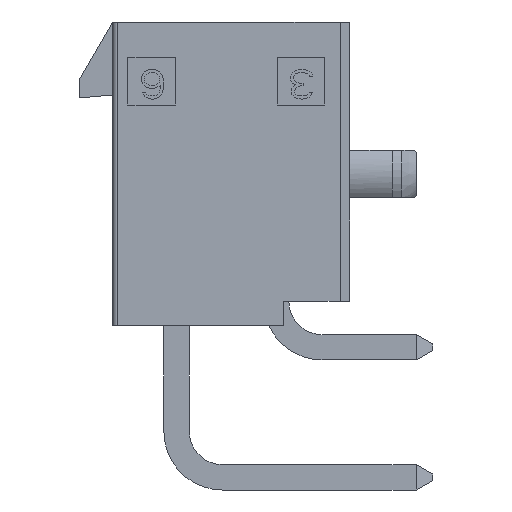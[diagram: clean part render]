
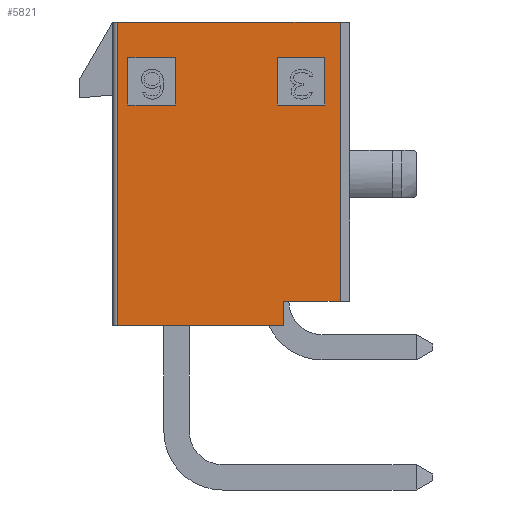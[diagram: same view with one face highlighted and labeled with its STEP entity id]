
A CAD part, left-side view. The second image highlights one B-rep face of the part: STEP entity #5821.
In plain terms, the highlighted planar face has unit normal (-1, 0, 0).
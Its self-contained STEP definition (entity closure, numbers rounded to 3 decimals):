
#72=DIRECTION('',(0.,-1.,0.));
#73=VECTOR('',#72,2.);
#74=CARTESIAN_POINT('',(-6.9,4.15,-3.5));
#75=LINE('',#74,#73);
#76=DIRECTION('',(0.,0.,1.));
#77=VECTOR('',#76,2.);
#78=CARTESIAN_POINT('',(-6.9,2.15,-3.5));
#79=LINE('',#78,#77);
#80=DIRECTION('',(0.,1.,0.));
#81=VECTOR('',#80,2.);
#82=CARTESIAN_POINT('',(-6.9,2.15,-1.5));
#83=LINE('',#82,#81);
#84=DIRECTION('',(0.,0.,-1.));
#85=VECTOR('',#84,2.);
#86=CARTESIAN_POINT('',(-6.9,4.15,-1.5));
#87=LINE('',#86,#85);
#88=DIRECTION('',(0.,-1.,0.));
#89=VECTOR('',#88,2.);
#90=CARTESIAN_POINT('',(-6.9,-2.15,-3.5));
#91=LINE('',#90,#89);
#92=DIRECTION('',(0.,0.,1.));
#93=VECTOR('',#92,2.);
#94=CARTESIAN_POINT('',(-6.9,-4.15,-3.5));
#95=LINE('',#94,#93);
#96=DIRECTION('',(0.,1.,0.));
#97=VECTOR('',#96,2.);
#98=CARTESIAN_POINT('',(-6.9,-4.15,-1.5));
#99=LINE('',#98,#97);
#100=DIRECTION('',(0.,0.,-1.));
#101=VECTOR('',#100,2.);
#102=CARTESIAN_POINT('',(-6.9,-2.15,-1.5));
#103=LINE('',#102,#101);
#572=DIRECTION('',(0.,0.,-1.));
#573=VECTOR('',#572,12.8);
#574=CARTESIAN_POINT('',(-6.9,4.6,0.));
#575=LINE('',#574,#573);
#576=DIRECTION('',(0.,-1.,0.));
#577=VECTOR('',#576,9.4);
#578=CARTESIAN_POINT('',(-6.9,4.6,0.));
#579=LINE('',#578,#577);
#580=DIRECTION('',(0.,0.,-1.));
#581=VECTOR('',#580,11.78);
#582=CARTESIAN_POINT('',(-6.9,-4.8,0.));
#583=LINE('',#582,#581);
#584=DIRECTION('',(0.,1.,0.));
#585=VECTOR('',#584,2.4);
#586=CARTESIAN_POINT('',(-6.9,-4.8,-11.78));
#587=LINE('',#586,#585);
#588=DIRECTION('',(0.,0.,-1.));
#589=VECTOR('',#588,1.02);
#590=CARTESIAN_POINT('',(-6.9,-2.4,-11.78));
#591=LINE('',#590,#589);
#592=DIRECTION('',(0.,1.,0.));
#593=VECTOR('',#592,7.);
#594=CARTESIAN_POINT('',(-6.9,-2.4,-12.8));
#595=LINE('',#594,#593);
#4282=CARTESIAN_POINT('',(-6.9,-4.8,0.));
#4283=CARTESIAN_POINT('',(-6.9,-4.8,-11.78));
#4284=VERTEX_POINT('',#4282);
#4285=VERTEX_POINT('',#4283);
#4286=CARTESIAN_POINT('',(-6.9,-2.4,-11.78));
#4287=VERTEX_POINT('',#4286);
#4288=CARTESIAN_POINT('',(-6.9,-2.4,-12.8));
#4289=VERTEX_POINT('',#4288);
#4512=CARTESIAN_POINT('',(-6.9,4.6,-12.8));
#4513=VERTEX_POINT('',#4512);
#4516=CARTESIAN_POINT('',(-6.9,4.6,0.));
#4517=VERTEX_POINT('',#4516);
#4896=CARTESIAN_POINT('',(-6.9,4.15,-3.5));
#4897=CARTESIAN_POINT('',(-6.9,2.15,-3.5));
#4898=VERTEX_POINT('',#4896);
#4899=VERTEX_POINT('',#4897);
#4900=CARTESIAN_POINT('',(-6.9,2.15,-1.5));
#4901=VERTEX_POINT('',#4900);
#4902=CARTESIAN_POINT('',(-6.9,4.15,-1.5));
#4903=VERTEX_POINT('',#4902);
#4904=CARTESIAN_POINT('',(-6.9,-2.15,-3.5));
#4905=CARTESIAN_POINT('',(-6.9,-4.15,-3.5));
#4906=VERTEX_POINT('',#4904);
#4907=VERTEX_POINT('',#4905);
#4908=CARTESIAN_POINT('',(-6.9,-4.15,-1.5));
#4909=VERTEX_POINT('',#4908);
#4910=CARTESIAN_POINT('',(-6.9,-2.15,-1.5));
#4911=VERTEX_POINT('',#4910);
#5782=CARTESIAN_POINT('',(-6.9,0.,0.));
#5783=DIRECTION('',(1.,0.,0.));
#5784=DIRECTION('',(0.,0.,-1.));
#5785=AXIS2_PLACEMENT_3D('',#5782,#5783,#5784);
#5786=PLANE('',#5785);
#5788=ORIENTED_EDGE('',*,*,#5787,.F.);
#5790=ORIENTED_EDGE('',*,*,#5789,.T.);
#5792=ORIENTED_EDGE('',*,*,#5791,.T.);
#5794=ORIENTED_EDGE('',*,*,#5793,.T.);
#5796=ORIENTED_EDGE('',*,*,#5795,.T.);
#5798=ORIENTED_EDGE('',*,*,#5797,.T.);
#5799=EDGE_LOOP('',(#5788,#5790,#5792,#5794,#5796,#5798));
#5800=FACE_OUTER_BOUND('',#5799,.F.);
#5802=ORIENTED_EDGE('',*,*,#5801,.T.);
#5804=ORIENTED_EDGE('',*,*,#5803,.T.);
#5806=ORIENTED_EDGE('',*,*,#5805,.T.);
#5808=ORIENTED_EDGE('',*,*,#5807,.T.);
#5809=EDGE_LOOP('',(#5802,#5804,#5806,#5808));
#5810=FACE_BOUND('',#5809,.F.);
#5812=ORIENTED_EDGE('',*,*,#5811,.T.);
#5814=ORIENTED_EDGE('',*,*,#5813,.T.);
#5816=ORIENTED_EDGE('',*,*,#5815,.T.);
#5818=ORIENTED_EDGE('',*,*,#5817,.T.);
#5819=EDGE_LOOP('',(#5812,#5814,#5816,#5818));
#5820=FACE_BOUND('',#5819,.F.);
#5821=ADVANCED_FACE('',(#5800,#5810,#5820),#5786,.F.);
#5787=EDGE_CURVE('',#4517,#4513,#575,.T.);
#5789=EDGE_CURVE('',#4517,#4284,#579,.T.);
#5791=EDGE_CURVE('',#4284,#4285,#583,.T.);
#5793=EDGE_CURVE('',#4285,#4287,#587,.T.);
#5795=EDGE_CURVE('',#4287,#4289,#591,.T.);
#5797=EDGE_CURVE('',#4289,#4513,#595,.T.);
#5801=EDGE_CURVE('',#4898,#4899,#75,.T.);
#5803=EDGE_CURVE('',#4899,#4901,#79,.T.);
#5805=EDGE_CURVE('',#4901,#4903,#83,.T.);
#5807=EDGE_CURVE('',#4903,#4898,#87,.T.);
#5811=EDGE_CURVE('',#4906,#4907,#91,.T.);
#5813=EDGE_CURVE('',#4907,#4909,#95,.T.);
#5815=EDGE_CURVE('',#4909,#4911,#99,.T.);
#5817=EDGE_CURVE('',#4911,#4906,#103,.T.);
